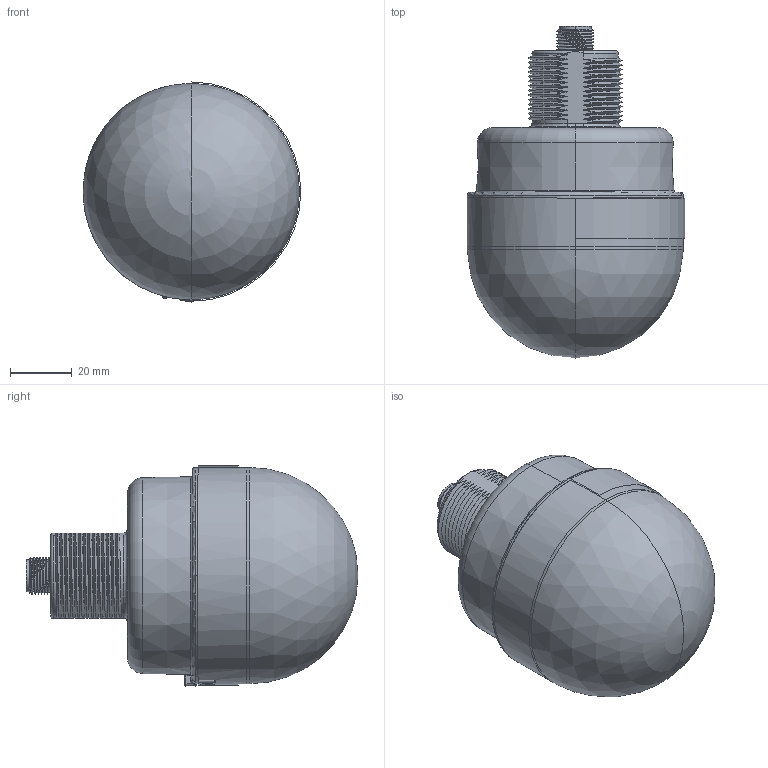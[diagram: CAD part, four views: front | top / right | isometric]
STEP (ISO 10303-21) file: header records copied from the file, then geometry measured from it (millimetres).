
FILE_DESCRIPTION((''),'2;1');
FILE_NAME('193833_ASM','2016-02-29T',('pdmadmin'),(''),'PRO/ENGINEER BY PARAMETRIC TECHNOLOGY CORPORATION, 2013230','PRO/ENGINEER BY PARAMETRIC TECHNOLOGY CORPORATION, 2013230','');
FILE_SCHEMA(('CONFIG_CONTROL_DESIGN'));
Length unit declared in the file: millimetre
Products named in the file (7): 180077; 183492; 183974; 192631_ASM; 180482; 41089; 193833_ASM
Assembly tree (6 placements, depth 3):
  193833_ASM
    180077
    192631_ASM
      183492
      183974
    180482
    41089
Bounding box: 70.5 x 107.5 x 71.25 mm (x, y, z)
Volume: 83902.2 mm3; surface area: 59625.5 mm2
Topology: 5 solids, 6 shells, 920 faces, 2189 edges, 1316 vertices
Faces by surface type: cylinder 281, bspline 263, plane 148, torus 100, cone 81, sphere 47
Entity records: 60057 total; most frequent: CARTESIAN_POINT 40585, ORIENTED_EDGE 4366, DIRECTION 3584, EDGE_CURVE 2185, AXIS2_PLACEMENT_3D 1511, VERTEX_POINT 1316, EDGE_LOOP 978, FACE_OUTER_BOUND 920
